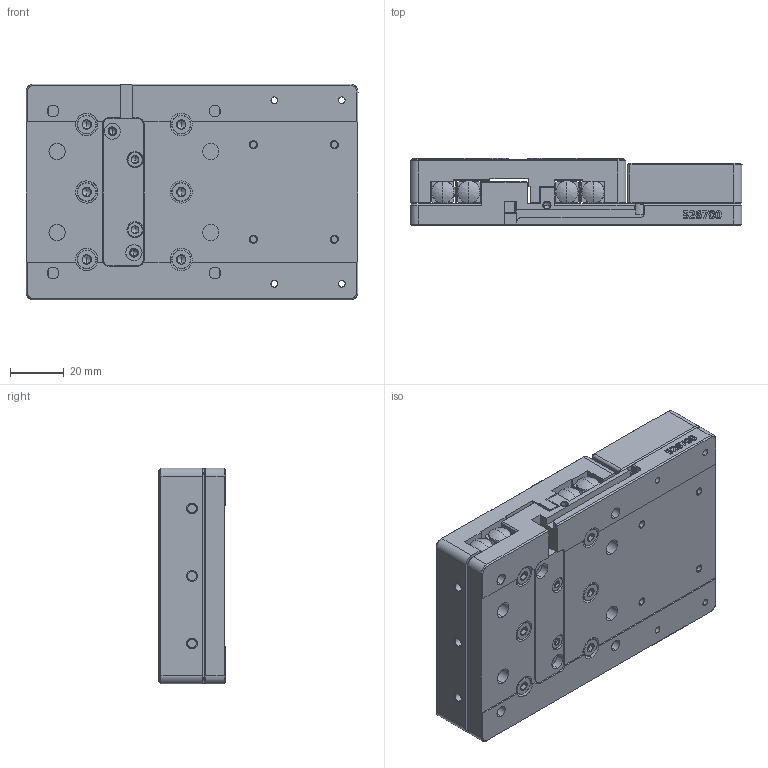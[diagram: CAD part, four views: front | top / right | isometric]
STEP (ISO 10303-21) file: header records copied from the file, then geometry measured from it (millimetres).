
FILE_DESCRIPTION (( 'STEP AP203' ), '1' );
FILE_NAME ('GU-LS3系列平移台 80台面.STEP', '2018-10-24T08:40:57', ( 'user' ), ( '微软中国' ), 'SwSTEP 2.0', 'SolidWorks 2016', '' );
FILE_SCHEMA (( 'CONFIG_CONTROL_DESIGN' ));
Length unit declared in the file: millimetre
Products named in the file (1): GU-LS3炵蹈す痄怢 80怢醱
Bounding box: 123 x 25 x 80 mm (x, y, z)
Surface area: 87579.7 mm2 (no closed solid volume)
Topology: 0 solids, 81 shells, 1853 faces, 4654 edges, 2935 vertices
Faces by surface type: plane 875, cylinder 495, cone 368, bspline 115
Entity records: 65384 total; most frequent: CARTESIAN_POINT 22641, ORIENTED_EDGE 8936, DIRECTION 8248, EDGE_CURVE 4588, AXIS2_PLACEMENT_3D 2963, VERTEX_POINT 2933, LINE 2322, VECTOR 2322
